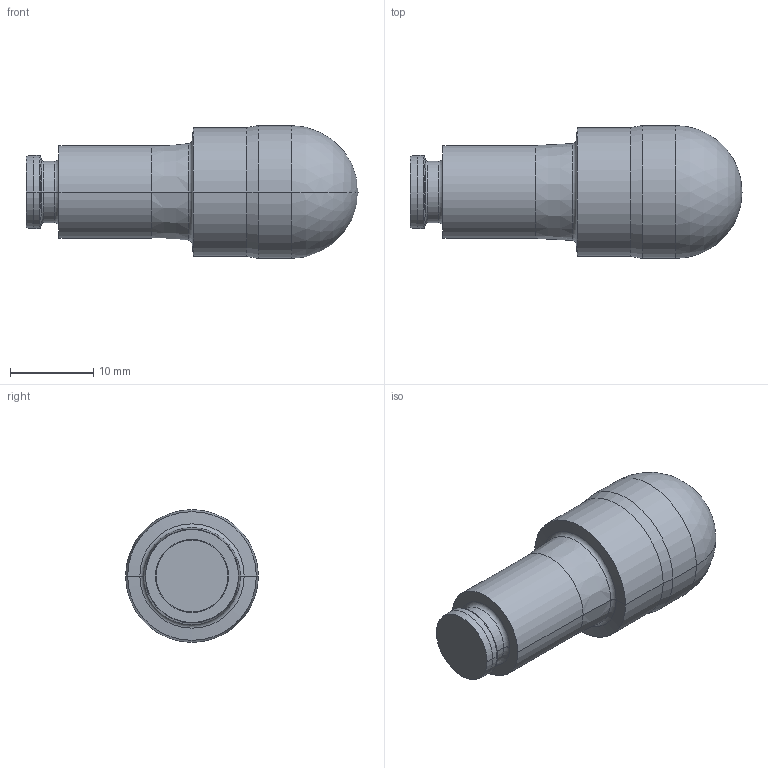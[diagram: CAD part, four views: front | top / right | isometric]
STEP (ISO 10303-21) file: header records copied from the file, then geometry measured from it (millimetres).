
FILE_DESCRIPTION((''),'2;1');
FILE_NAME('KONTUR-DL16-UK','2017-07-14T',('wom'),(''),'CREO PARAMETRIC BY PTC INC, 2016260','CREO PARAMETRIC BY PTC INC, 2016260','');
FILE_SCHEMA(('CONFIG_CONTROL_DESIGN'));
Length unit declared in the file: millimetre
Products named in the file (1): KONTUR-DL16-UK
Bounding box: 40 x 16 x 16 mm (x, y, z)
Volume: 5193.1 mm3; surface area: 1851.7 mm2
Topology: 1 solids, 1 shells, 32 faces, 64 edges, 33 vertices
Faces by surface type: cone 10, cylinder 10, torus 8, plane 2, sphere 2
Entity records: 846 total; most frequent: DIRECTION 168, CARTESIAN_POINT 127, ORIENTED_EDGE 124, AXIS2_PLACEMENT_3D 74, EDGE_CURVE 62, CIRCLE 42, VERTEX_POINT 33, EDGE_LOOP 33
